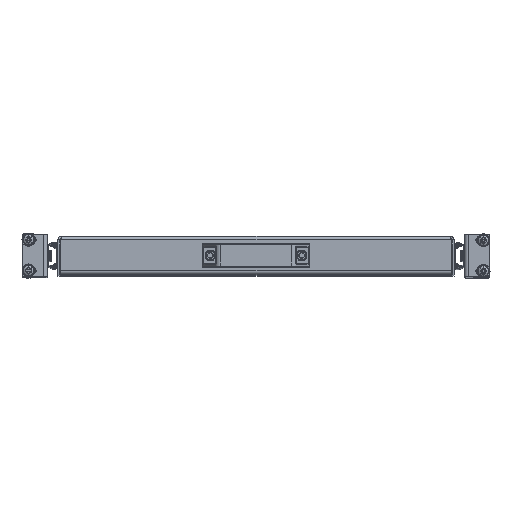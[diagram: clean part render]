
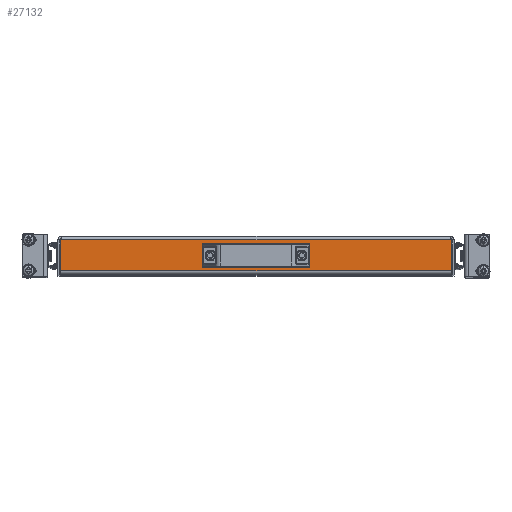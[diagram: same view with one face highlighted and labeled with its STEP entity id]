
A CAD part, top view. The second image highlights one B-rep face of the part: STEP entity #27132.
In plain terms, the highlighted planar face has unit normal (0, 0, 1).
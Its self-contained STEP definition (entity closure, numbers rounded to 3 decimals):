
#1193 = DIRECTION ( 'NONE',  ( 0., 0., 1. ) ) ;
#2270 = DIRECTION ( 'NONE',  ( 0., 1., 0. ) ) ;
#2829 = DIRECTION ( 'NONE',  ( 1., 0., 0. ) ) ;
#3005 = CARTESIAN_POINT ( 'NONE',  ( 47., -20., 342.5 ) ) ;
#4910 = ORIENTED_EDGE ( 'NONE', *, *, #20202, .F. ) ;
#5329 = CIRCLE ( 'NONE', #28153, 3.5 ) ;
#5954 = CARTESIAN_POINT ( 'NONE',  ( 201.293, -36., 342.5 ) ) ;
#5960 = DIRECTION ( 'NONE',  ( 1., 0., 0. ) ) ;
#5998 = ORIENTED_EDGE ( 'NONE', *, *, #11292, .T. ) ;
#6982 = EDGE_LOOP ( 'NONE', ( #4910, #26025 ) ) ;
#7065 = VERTEX_POINT ( 'NONE', #8588 ) ;
#7897 = FACE_OUTER_BOUND ( 'NONE', #9580, .T. ) ;
#8033 = DIRECTION ( 'NONE',  ( 0., -1., 0. ) ) ;
#8191 = VERTEX_POINT ( 'NONE', #36606 ) ;
#8218 = EDGE_CURVE ( 'NONE', #23937, #36177, #21934, .T. ) ;
#8481 = DIRECTION ( 'NONE',  ( 1., 0., 0. ) ) ;
#8588 = CARTESIAN_POINT ( 'NONE',  ( -43.5, -20., 342.5 ) ) ;
#8820 = FACE_BOUND ( 'NONE', #26365, .T. ) ;
#9580 = EDGE_LOOP ( 'NONE', ( #26476, #5998, #19145, #28489 ) ) ;
#10109 = EDGE_CURVE ( 'NONE', #34662, #7065, #34831, .T. ) ;
#10549 = CARTESIAN_POINT ( 'NONE',  ( -201.293, -36., 342.5 ) ) ;
#10900 = CARTESIAN_POINT ( 'NONE',  ( 201.293, -2., 342.5 ) ) ;
#11176 = AXIS2_PLACEMENT_3D ( 'NONE', #36821, #25460, #8033 ) ;
#11259 = LINE ( 'NONE', #10549, #26744 ) ;
#11292 = EDGE_CURVE ( 'NONE', #16046, #12305, #11259, .T. ) ;
#12305 = VERTEX_POINT ( 'NONE', #5954 ) ;
#12352 = CARTESIAN_POINT ( 'NONE',  ( -50.5, -20., 342.5 ) ) ;
#14228 = VECTOR ( 'NONE', #34966, 1000. ) ;
#14368 = AXIS2_PLACEMENT_3D ( 'NONE', #3005, #23411, #5960 ) ;
#16046 = VERTEX_POINT ( 'NONE', #25770 ) ;
#16636 = VECTOR ( 'NONE', #19694, 1000. ) ;
#18675 = CARTESIAN_POINT ( 'NONE',  ( 47., -20., 342.5 ) ) ;
#19145 = ORIENTED_EDGE ( 'NONE', *, *, #27682, .T. ) ;
#19325 = EDGE_CURVE ( 'NONE', #7065, #34662, #24985, .T. ) ;
#19694 = DIRECTION ( 'NONE',  ( 0., 1., 0. ) ) ;
#20202 = EDGE_CURVE ( 'NONE', #22136, #8191, #5329, .T. ) ;
#20305 = DIRECTION ( 'NONE',  ( 0., 0., 1. ) ) ;
#21618 = DIRECTION ( 'NONE',  ( 1., 0., 0. ) ) ;
#21934 = LINE ( 'NONE', #35217, #14228 ) ;
#22046 = ORIENTED_EDGE ( 'NONE', *, *, #10109, .F. ) ;
#22136 = VERTEX_POINT ( 'NONE', #30085 ) ;
#22899 = LINE ( 'NONE', #31239, #37243 ) ;
#23376 = FACE_BOUND ( 'NONE', #6982, .T. ) ;
#23411 = DIRECTION ( 'NONE',  ( 0., 0., 1. ) ) ;
#23498 = EDGE_CURVE ( 'NONE', #8191, #22136, #33946, .T. ) ;
#23937 = VERTEX_POINT ( 'NONE', #33667 ) ;
#24359 = LINE ( 'NONE', #10900, #16636 ) ;
#24985 = CIRCLE ( 'NONE', #30294, 3.5 ) ;
#25212 = ORIENTED_EDGE ( 'NONE', *, *, #19325, .F. ) ;
#25460 = DIRECTION ( 'NONE',  ( 0., 0., 1. ) ) ;
#25770 = CARTESIAN_POINT ( 'NONE',  ( -201.293, -36., 342.5 ) ) ;
#26025 = ORIENTED_EDGE ( 'NONE', *, *, #23498, .F. ) ;
#26365 = EDGE_LOOP ( 'NONE', ( #25212, #22046 ) ) ;
#26476 = ORIENTED_EDGE ( 'NONE', *, *, #34460, .F. ) ;
#26744 = VECTOR ( 'NONE', #8481, 1000. ) ;
#27132 = ADVANCED_FACE ( 'NONE', ( #8820, #23376, #7897 ), #31108, .T. ) ;
#27682 = EDGE_CURVE ( 'NONE', #12305, #23937, #24359, .T. ) ;
#28153 = AXIS2_PLACEMENT_3D ( 'NONE', #18675, #1193, #21618 ) ;
#28489 = ORIENTED_EDGE ( 'NONE', *, *, #8218, .T. ) ;
#28626 = AXIS2_PLACEMENT_3D ( 'NONE', #33243, #33198, #33074 ) ;
#30085 = CARTESIAN_POINT ( 'NONE',  ( 50.5, -20., 342.5 ) ) ;
#30294 = AXIS2_PLACEMENT_3D ( 'NONE', #37496, #20305, #2829 ) ;
#31108 = PLANE ( 'NONE',  #11176 ) ;
#31239 = CARTESIAN_POINT ( 'NONE',  ( -201.293, -2., 342.5 ) ) ;
#31243 = CARTESIAN_POINT ( 'NONE',  ( -201.293, -4., 342.5 ) ) ;
#33074 = DIRECTION ( 'NONE',  ( 1., 0., 0. ) ) ;
#33198 = DIRECTION ( 'NONE',  ( 0., 0., 1. ) ) ;
#33243 = CARTESIAN_POINT ( 'NONE',  ( -47., -20., 342.5 ) ) ;
#33667 = CARTESIAN_POINT ( 'NONE',  ( 201.293, -4., 342.5 ) ) ;
#33946 = CIRCLE ( 'NONE', #14368, 3.5 ) ;
#34460 = EDGE_CURVE ( 'NONE', #16046, #36177, #22899, .T. ) ;
#34662 = VERTEX_POINT ( 'NONE', #12352 ) ;
#34831 = CIRCLE ( 'NONE', #28626, 3.5 ) ;
#34966 = DIRECTION ( 'NONE',  ( -1., 0., 0. ) ) ;
#35217 = CARTESIAN_POINT ( 'NONE',  ( -202., -4., 342.5 ) ) ;
#36177 = VERTEX_POINT ( 'NONE', #31243 ) ;
#36606 = CARTESIAN_POINT ( 'NONE',  ( 43.5, -20., 342.5 ) ) ;
#36821 = CARTESIAN_POINT ( 'NONE',  ( -202., -2., 342.5 ) ) ;
#37243 = VECTOR ( 'NONE', #2270, 1000. ) ;
#37496 = CARTESIAN_POINT ( 'NONE',  ( -47., -20., 342.5 ) ) ;
